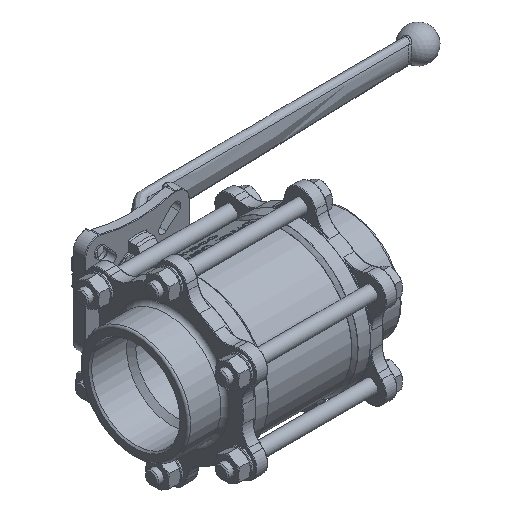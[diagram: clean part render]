
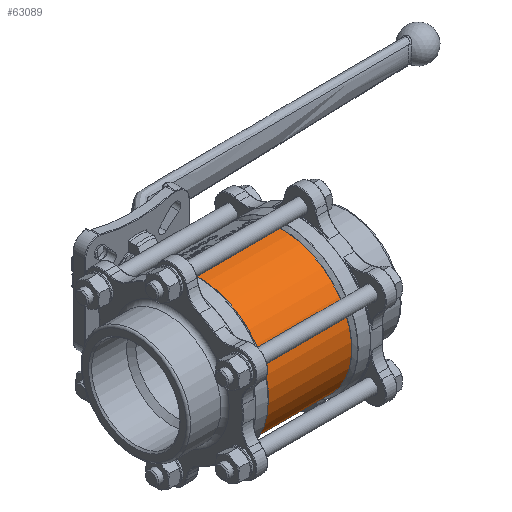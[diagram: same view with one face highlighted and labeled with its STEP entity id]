
A CAD part, isometric view. The second image highlights one B-rep face of the part: STEP entity #63089.
In plain terms, the highlighted cylindrical face has radius 66 mm (diameter 132 mm), a partial arc.
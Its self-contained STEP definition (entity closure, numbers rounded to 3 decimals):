
#1921 = CARTESIAN_POINT ( 'NONE',  ( 39.658, 16.161, 63.991 ) ) ;
#2945 = EDGE_CURVE ( 'NONE', #33185, #19833, #65800, .T. ) ;
#3167 = DIRECTION ( 'NONE',  ( 1., 0., 0. ) ) ;
#6016 = EDGE_CURVE ( 'NONE', #19833, #44407, #66583, .T. ) ;
#9091 = ORIENTED_EDGE ( 'NONE', *, *, #33472, .F. ) ;
#10929 = ORIENTED_EDGE ( 'NONE', *, *, #77995, .T. ) ;
#11055 = B_SPLINE_CURVE_WITH_KNOTS ( 'NONE', 3,
 ( #64394, #71869, #26603, #39467 ),
 .UNSPECIFIED., .F., .F.,
 ( 4, 4 ),
 ( 0., 0. ),
 .UNSPECIFIED. ) ;
#12370 = CARTESIAN_POINT ( 'NONE',  ( 39.658, 16.161, -63.991 ) ) ;
#15697 = CARTESIAN_POINT ( 'NONE',  ( -39.81, 16.146, 63.994 ) ) ;
#16004 = CARTESIAN_POINT ( 'NONE',  ( 43., 16.161, 63.991 ) ) ;
#16113 = CARTESIAN_POINT ( 'NONE',  ( -39.876, 16.109, -64.004 ) ) ;
#17196 = CIRCLE ( 'NONE', #42377, 66. ) ;
#17519 = EDGE_LOOP ( 'NONE', ( #68193, #55735, #70201, #10929, #9091, #81456, #18107, #22524 ) ) ;
#18107 = ORIENTED_EDGE ( 'NONE', *, *, #21756, .T. ) ;
#18436 = VERTEX_POINT ( 'NONE', #51450 ) ;
#19504 = AXIS2_PLACEMENT_3D ( 'NONE', #71940, #72769, #34988 ) ;
#19833 = VERTEX_POINT ( 'NONE', #41689 ) ;
#21756 = EDGE_CURVE ( 'NONE', #47127, #33185, #75829, .T. ) ;
#22238 = LINE ( 'NONE', #16004, #75815 ) ;
#22524 = ORIENTED_EDGE ( 'NONE', *, *, #2945, .T. ) ;
#22795 = AXIS2_PLACEMENT_3D ( 'NONE', #54711, #3167, #29351 ) ;
#26603 = CARTESIAN_POINT ( 'NONE',  ( 39.81, 16.146, -63.994 ) ) ;
#27399 = CARTESIAN_POINT ( 'NONE',  ( -39.81, 16.147, -63.994 ) ) ;
#27680 = CARTESIAN_POINT ( 'NONE',  ( 39.734, 16.161, 63.991 ) ) ;
#27750 = CARTESIAN_POINT ( 'NONE',  ( -39.734, 16.161, 63.991 ) ) ;
#27767 = VERTEX_POINT ( 'NONE', #54871 ) ;
#28988 = DIRECTION ( 'NONE',  ( 0., 0., 1. ) ) ;
#29351 = DIRECTION ( 'NONE',  ( 0., 0., -1. ) ) ;
#29825 = DIRECTION ( 'NONE',  ( -1., 0., 0. ) ) ;
#33185 = VERTEX_POINT ( 'NONE', #16113 ) ;
#33472 = EDGE_CURVE ( 'NONE', #18436, #27767, #22238, .T. ) ;
#34758 = CARTESIAN_POINT ( 'NONE',  ( 39.876, 16.109, 64.004 ) ) ;
#34988 = DIRECTION ( 'NONE',  ( 0., 0., 1. ) ) ;
#36976 = VERTEX_POINT ( 'NONE', #63904 ) ;
#39467 = CARTESIAN_POINT ( 'NONE',  ( 39.876, 16.109, -64.004 ) ) ;
#39839 = CARTESIAN_POINT ( 'NONE',  ( -39.658, 16.161, -63.991 ) ) ;
#40299 = CARTESIAN_POINT ( 'NONE',  ( 39.876, 16.109, 64.004 ) ) ;
#40968 = CARTESIAN_POINT ( 'NONE',  ( 39.81, 16.147, 63.994 ) ) ;
#41372 = EDGE_CURVE ( 'NONE', #18436, #47127, #72502, .T. ) ;
#41689 = CARTESIAN_POINT ( 'NONE',  ( -39.658, 16.161, -63.991 ) ) ;
#42040 = EDGE_CURVE ( 'NONE', #36976, #65622, #17196, .T. ) ;
#42072 = CARTESIAN_POINT ( 'NONE',  ( 43., 16.161, -63.991 ) ) ;
#42377 = AXIS2_PLACEMENT_3D ( 'NONE', #80888, #29825, #28988 ) ;
#43733 = CYLINDRICAL_SURFACE ( 'NONE', #19504, 66. ) ;
#44407 = VERTEX_POINT ( 'NONE', #12370 ) ;
#47127 = VERTEX_POINT ( 'NONE', #58462 ) ;
#48945 = VECTOR ( 'NONE', #67391, 1000. ) ;
#51450 = CARTESIAN_POINT ( 'NONE',  ( -39.658, 16.161, 63.991 ) ) ;
#52293 = CARTESIAN_POINT ( 'NONE',  ( -39.658, 16.161, 63.991 ) ) ;
#53093 = CARTESIAN_POINT ( 'NONE',  ( -39.876, 16.109, 64.004 ) ) ;
#54711 = CARTESIAN_POINT ( 'NONE',  ( -39.876, 0., 0. ) ) ;
#54871 = CARTESIAN_POINT ( 'NONE',  ( 39.658, 16.161, 63.991 ) ) ;
#55735 = ORIENTED_EDGE ( 'NONE', *, *, #66588, .T. ) ;
#58462 = CARTESIAN_POINT ( 'NONE',  ( -39.876, 16.109, 64.004 ) ) ;
#58544 = CARTESIAN_POINT ( 'NONE',  ( -39.876, 16.109, -64.004 ) ) ;
#63089 = ADVANCED_FACE ( 'NONE', ( #70282 ), #43733, .T. ) ;
#63904 = CARTESIAN_POINT ( 'NONE',  ( 39.876, 16.109, -64.004 ) ) ;
#64394 = CARTESIAN_POINT ( 'NONE',  ( 39.658, 16.161, -63.991 ) ) ;
#65622 = VERTEX_POINT ( 'NONE', #40299 ) ;
#65711 = B_SPLINE_CURVE_WITH_KNOTS ( 'NONE', 3,
 ( #34758, #40968, #27680, #1921 ),
 .UNSPECIFIED., .F., .F.,
 ( 4, 4 ),
 ( 0., 0. ),
 .UNSPECIFIED. ) ;
#65800 = B_SPLINE_CURVE_WITH_KNOTS ( 'NONE', 3,
 ( #58544, #27399, #71434, #39839 ),
 .UNSPECIFIED., .F., .F.,
 ( 4, 4 ),
 ( 0., 0. ),
 .UNSPECIFIED. ) ;
#66583 = LINE ( 'NONE', #42072, #48945 ) ;
#66588 = EDGE_CURVE ( 'NONE', #44407, #36976, #11055, .T. ) ;
#67391 = DIRECTION ( 'NONE',  ( 1., 0., 0. ) ) ;
#68193 = ORIENTED_EDGE ( 'NONE', *, *, #6016, .T. ) ;
#70201 = ORIENTED_EDGE ( 'NONE', *, *, #42040, .T. ) ;
#70282 = FACE_OUTER_BOUND ( 'NONE', #17519, .T. ) ;
#71434 = CARTESIAN_POINT ( 'NONE',  ( -39.734, 16.161, -63.991 ) ) ;
#71869 = CARTESIAN_POINT ( 'NONE',  ( 39.734, 16.161, -63.991 ) ) ;
#71940 = CARTESIAN_POINT ( 'NONE',  ( 43., 0., 0. ) ) ;
#72502 = B_SPLINE_CURVE_WITH_KNOTS ( 'NONE', 3,
 ( #52293, #27750, #15697, #53093 ),
 .UNSPECIFIED., .F., .F.,
 ( 4, 4 ),
 ( 0., 0. ),
 .UNSPECIFIED. ) ;
#72769 = DIRECTION ( 'NONE',  ( -1., 0., 0. ) ) ;
#75815 = VECTOR ( 'NONE', #79149, 1000. ) ;
#75829 = CIRCLE ( 'NONE', #22795, 66. ) ;
#77995 = EDGE_CURVE ( 'NONE', #65622, #27767, #65711, .T. ) ;
#79149 = DIRECTION ( 'NONE',  ( 1., 0., 0. ) ) ;
#80888 = CARTESIAN_POINT ( 'NONE',  ( 39.876, 0., 0. ) ) ;
#81456 = ORIENTED_EDGE ( 'NONE', *, *, #41372, .T. ) ;
